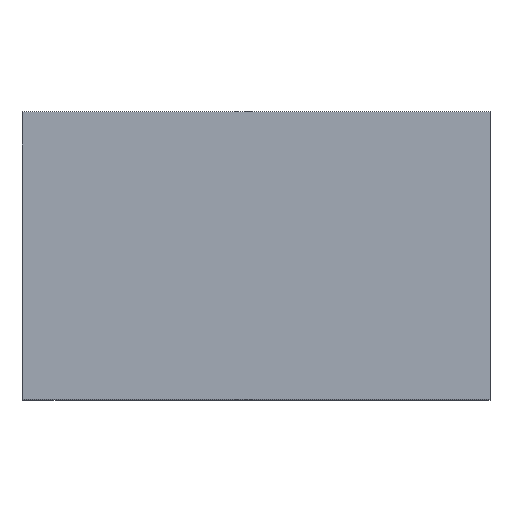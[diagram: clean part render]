
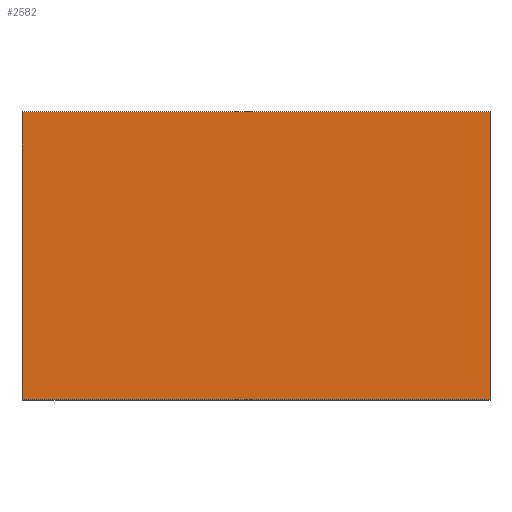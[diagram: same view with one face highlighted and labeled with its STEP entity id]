
A CAD part, top view. The second image highlights one B-rep face of the part: STEP entity #2582.
In plain terms, the highlighted face is planar.
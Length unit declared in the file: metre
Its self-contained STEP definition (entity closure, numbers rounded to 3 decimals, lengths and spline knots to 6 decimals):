
#253=LINE('',#4868,#456);
#254=LINE('',#4871,#457);
#255=LINE('',#4873,#458);
#256=LINE('',#4875,#459);
#456=VECTOR('',#3088,1.);
#457=VECTOR('',#3089,1.);
#458=VECTOR('',#3090,1.);
#459=VECTOR('',#3091,1.);
#549=PLANE('',#2693);
#947=ORIENTED_EDGE('',*,*,#1283,.T.);
#948=ORIENTED_EDGE('',*,*,#1284,.F.);
#949=ORIENTED_EDGE('',*,*,#1285,.F.);
#950=ORIENTED_EDGE('',*,*,#1286,.T.);
#1283=EDGE_CURVE('',#1455,#1456,#253,.T.);
#1284=EDGE_CURVE('',#1457,#1456,#254,.T.);
#1285=EDGE_CURVE('',#1458,#1457,#255,.T.);
#1286=EDGE_CURVE('',#1458,#1455,#256,.T.);
#1455=VERTEX_POINT('',#4869);
#1456=VERTEX_POINT('',#4870);
#1457=VERTEX_POINT('',#4872);
#1458=VERTEX_POINT('',#4874);
#1589=EDGE_LOOP('',(#947,#948,#949,#950));
#1718=FACE_BOUND('',#1589,.T.);
#2582=ADVANCED_FACE('',(#1718),#549,.F.);
#2693=AXIS2_PLACEMENT_3D('',#4867,#3086,#3087);
#3086=DIRECTION('',(0.,-1.,0.));
#3087=DIRECTION('',(1.,0.,0.));
#3088=DIRECTION('',(-1.,0.,0.));
#3089=DIRECTION('',(0.,0.,-1.));
#3090=DIRECTION('',(-1.,0.,0.));
#3091=DIRECTION('',(0.,0.,-1.));
#4867=CARTESIAN_POINT('',(0.0285,0.025,0.0175));
#4868=CARTESIAN_POINT('',(0.0285,0.025,-0.0175));
#4869=CARTESIAN_POINT('',(0.0285,0.025,-0.0175));
#4870=CARTESIAN_POINT('',(-0.0285,0.025,-0.0175));
#4871=CARTESIAN_POINT('',(-0.0285,0.025,0.0175));
#4872=CARTESIAN_POINT('',(-0.0285,0.025,0.0175));
#4873=CARTESIAN_POINT('',(0.0285,0.025,0.0175));
#4874=CARTESIAN_POINT('',(0.0285,0.025,0.0175));
#4875=CARTESIAN_POINT('',(0.0285,0.025,0.0175));
